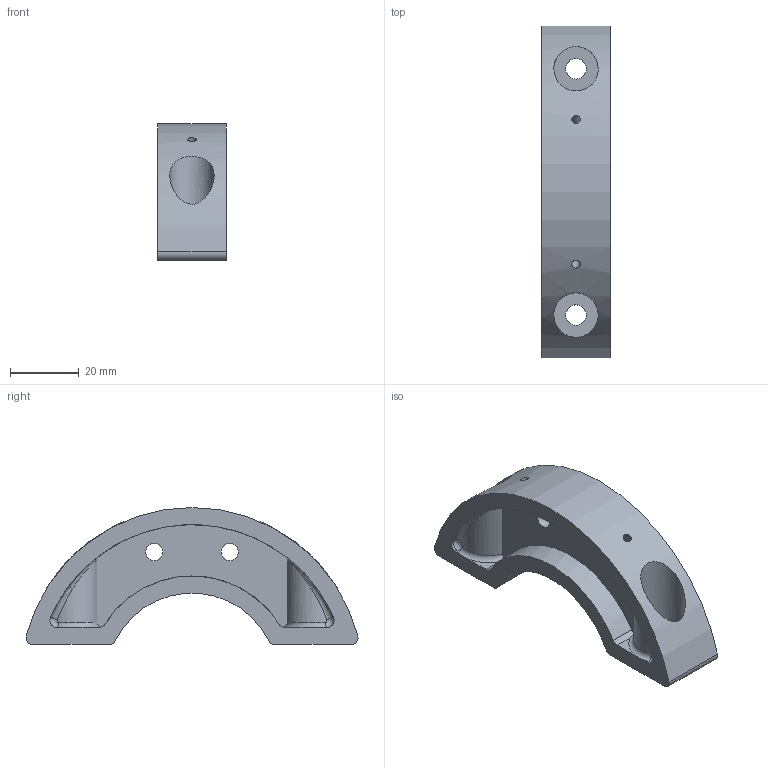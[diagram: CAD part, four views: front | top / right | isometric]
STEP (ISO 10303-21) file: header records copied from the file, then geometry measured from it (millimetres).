
FILE_DESCRIPTION( ( 'STEP AP203' ), '1' );
FILE_NAME( ' ', ' ', ( ' ' ), ( ' ' ), 'PSStep 10.0', ' ', ' ' );
FILE_SCHEMA( ( 'CONFIG_CONTROL_DESIGN' ) );
Length unit declared in the file: millimetre
Products named in the file (1): 1
Bounding box: 20 x 96.94 x 40 mm (x, y, z)
Volume: 27177.9 mm3; surface area: 13784.1 mm2
Topology: 1 solids, 1 shells, 68 faces, 170 edges, 110 vertices
Faces by surface type: cylinder 30, plane 18, bspline 12, extrusion 4, torus 4
Full cylindrical faces by diameter (mm): 2.5 x2, 5 x2, 6 x2, 13 x2
Entity records: 4882 total; most frequent: CARTESIAN_POINT 3333, ORIENTED_EDGE 320, DIRECTION 282, EDGE_CURVE 160, AXIS2_PLACEMENT_3D 119, VERTEX_POINT 108, EDGE_LOOP 90, FACE_OUTER_BOUND 76
